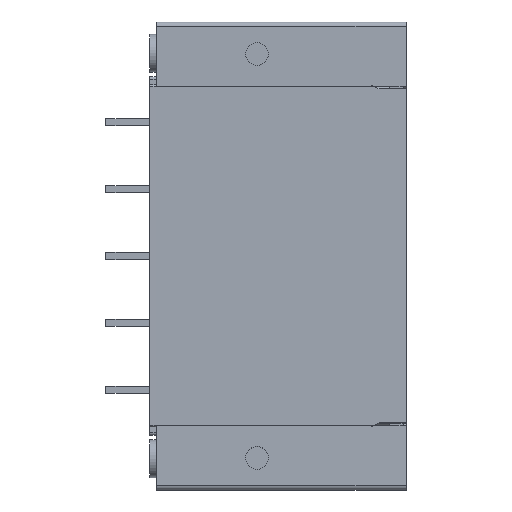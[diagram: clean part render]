
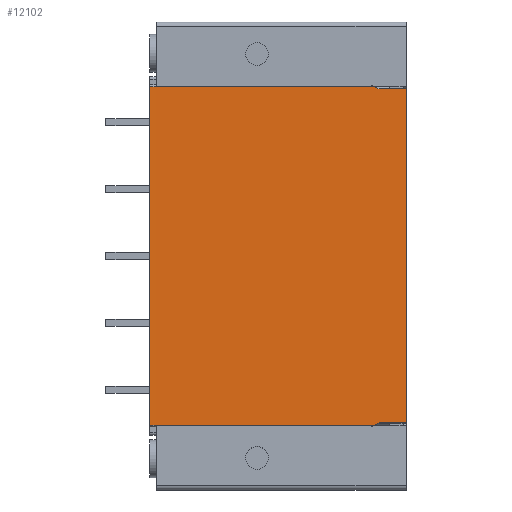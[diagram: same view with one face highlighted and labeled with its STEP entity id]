
A CAD part, top view. The second image highlights one B-rep face of the part: STEP entity #12102.
In plain terms, the highlighted planar face has unit normal (0, 0, 1).
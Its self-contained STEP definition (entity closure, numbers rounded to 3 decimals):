
#966=DIRECTION('',(0.,1.,0.));
#967=VECTOR('',#966,38.1);
#968=CARTESIAN_POINT('',(14.625,1.4,7.145));
#969=LINE('',#968,#967);
#3193=CARTESIAN_POINT('',(-14.625,39.748,7.143));
#3201=CARTESIAN_POINT('',(-14.625,1.152,7.143));
#3623=DIRECTION('',(-1.,0.,0.));
#3624=VECTOR('',#3623,24.861);
#3625=CARTESIAN_POINT('',(10.986,1.15,7.142));
#3626=LINE('',#3625,#3624);
#3627=DIRECTION('',(1.,-0.002,-0.002));
#3628=VECTOR('',#3627,0.75);
#3629=CARTESIAN_POINT('',(-14.625,1.152,7.143));
#3630=LINE('',#3629,#3628);
#3631=DIRECTION('',(0.,1.,0.));
#3632=VECTOR('',#3631,38.596);
#3633=CARTESIAN_POINT('',(-14.625,1.152,7.143));
#3634=LINE('',#3633,#3632);
#3635=DIRECTION('',(-1.,-0.002,0.002));
#3636=VECTOR('',#3635,0.75);
#3637=CARTESIAN_POINT('',(-13.875,39.75,7.141));
#3638=LINE('',#3637,#3636);
#3639=DIRECTION('',(-1.,0.,0.));
#3640=VECTOR('',#3639,24.861);
#3641=CARTESIAN_POINT('',(10.986,39.75,7.142));
#3642=LINE('',#3641,#3640);
#3643=DIRECTION('',(-0.907,0.421,-0.006));
#3644=VECTOR('',#3643,0.594);
#3645=CARTESIAN_POINT('',(11.525,39.5,7.145));
#3646=LINE('',#3645,#3644);
#3647=DIRECTION('',(-1.,0.,0.));
#3648=VECTOR('',#3647,3.1);
#3649=CARTESIAN_POINT('',(14.625,39.5,7.145));
#3650=LINE('',#3649,#3648);
#3651=DIRECTION('',(-1.,0.,0.));
#3652=VECTOR('',#3651,3.1);
#3653=CARTESIAN_POINT('',(14.625,1.4,7.145));
#3654=LINE('',#3653,#3652);
#3655=DIRECTION('',(-0.907,-0.421,-0.006));
#3656=VECTOR('',#3655,0.594);
#3657=CARTESIAN_POINT('',(11.525,1.4,7.145));
#3658=LINE('',#3657,#3656);
#6445=CARTESIAN_POINT('',(14.625,1.4,7.145));
#6446=CARTESIAN_POINT('',(11.525,1.4,7.145));
#6447=VERTEX_POINT('',#6445);
#6448=VERTEX_POINT('',#6446);
#6481=VERTEX_POINT('',#3201);
#6510=VERTEX_POINT('',#3193);
#6680=CARTESIAN_POINT('',(14.625,39.5,7.145));
#6681=CARTESIAN_POINT('',(11.525,39.5,7.145));
#6682=VERTEX_POINT('',#6680);
#6683=VERTEX_POINT('',#6681);
#7398=CARTESIAN_POINT('',(10.986,39.75,7.142));
#7399=CARTESIAN_POINT('',(-13.875,39.75,7.141));
#7400=VERTEX_POINT('',#7398);
#7401=VERTEX_POINT('',#7399);
#7568=CARTESIAN_POINT('',(-13.875,1.15,7.141));
#7569=VERTEX_POINT('',#7568);
#7574=CARTESIAN_POINT('',(10.986,1.15,7.142));
#7575=VERTEX_POINT('',#7574);
#12081=CARTESIAN_POINT('',(-14.625,0.,7.145));
#12082=DIRECTION('',(0.,0.,1.));
#12083=DIRECTION('',(1.,0.,0.));
#12084=AXIS2_PLACEMENT_3D('',#12081,#12082,#12083);
#12085=PLANE('',#12084);
#12086=ORIENTED_EDGE('',*,*,#11552,.T.);
#12088=ORIENTED_EDGE('',*,*,#12087,.F.);
#12089=ORIENTED_EDGE('',*,*,#11746,.T.);
#12090=ORIENTED_EDGE('',*,*,#12074,.F.);
#12092=ORIENTED_EDGE('',*,*,#12091,.F.);
#12094=ORIENTED_EDGE('',*,*,#12093,.F.);
#12096=ORIENTED_EDGE('',*,*,#12095,.F.);
#12097=ORIENTED_EDGE('',*,*,#8169,.F.);
#12098=ORIENTED_EDGE('',*,*,#11494,.T.);
#12099=ORIENTED_EDGE('',*,*,#11526,.T.);
#12100=EDGE_LOOP('',(#12086,#12088,#12089,#12090,#12092,#12094,#12096,#12097,
#12098,#12099));
#12101=FACE_OUTER_BOUND('',#12100,.F.);
#12102=ADVANCED_FACE('',(#12101),#12085,.T.);
#8169=EDGE_CURVE('',#6447,#6682,#969,.T.);
#11494=EDGE_CURVE('',#6447,#6448,#3654,.T.);
#11526=EDGE_CURVE('',#6448,#7575,#3658,.T.);
#11552=EDGE_CURVE('',#7575,#7569,#3626,.T.);
#11746=EDGE_CURVE('',#6481,#6510,#3634,.T.);
#12074=EDGE_CURVE('',#7401,#6510,#3638,.T.);
#12087=EDGE_CURVE('',#6481,#7569,#3630,.T.);
#12091=EDGE_CURVE('',#7400,#7401,#3642,.T.);
#12093=EDGE_CURVE('',#6683,#7400,#3646,.T.);
#12095=EDGE_CURVE('',#6682,#6683,#3650,.T.);
